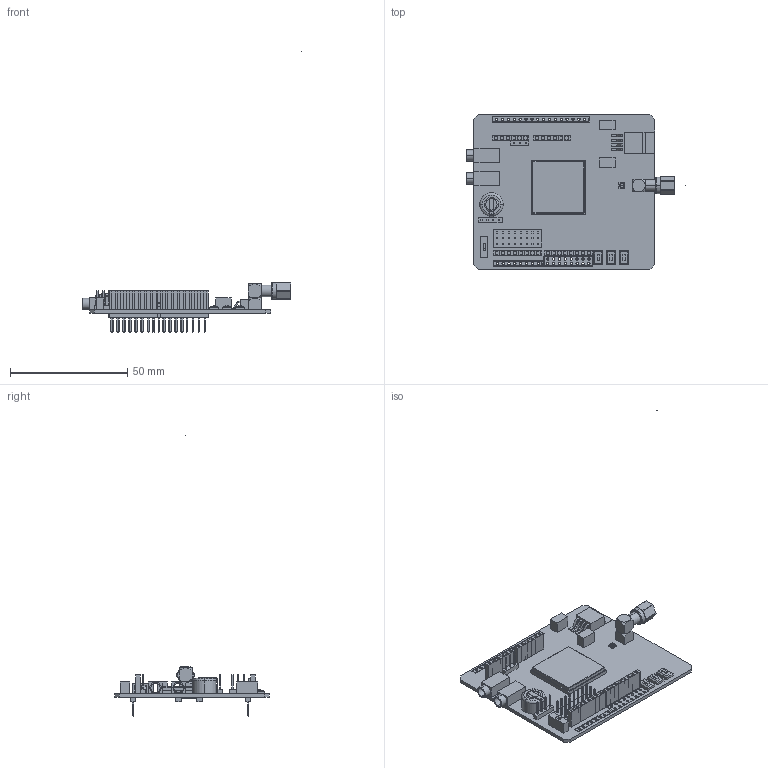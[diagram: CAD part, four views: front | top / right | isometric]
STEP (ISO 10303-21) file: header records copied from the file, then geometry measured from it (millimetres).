
FILE_DESCRIPTION(/* description */ (''),/* implementation_level */ '2;1');
FILE_NAME(/* name */ 'ffd3d76d-a114-4b0e-97d7-ba78ea96a7e6.zip.stp',/* time_stamp */ '2017-10-21T20:57:25+00:00',/* author */ (''),/* organization */ (''),/* preprocessor_version */ 'ST-DEVELOPER v16.13',/* originating_system */ 'Autodesk Translation Framework v6.5.0.72',/* authorisation */ '');
FILE_SCHEMA (('AUTOMOTIVE_DESIGN { 1 0 10303 214 3 1 1 }'));
Length unit declared in the file: millimetre
Products named in the file (2): GSM_Arduino_Shield_SIM900 v2; GSM Arduino Shield SIM900
Assembly tree (1 placements, depth 2):
  GSM_Arduino_Shield_SIM900 v2
    GSM Arduino Shield SIM900
Bounding box: 93.03 x 66 x 119.25 mm (x, y, z)
Surface area: 17070.7 mm2 (no closed solid volume)
Topology: 0 solids, 977 shells, 977 faces, 4445 edges, 4444 vertices
Faces by surface type: plane 829, cylinder 124, cone 12, torus 10, sphere 2
Entity records: 48695 total; most frequent: CARTESIAN_POINT 11308, DIRECTION 6821, ORIENTED_EDGE 4445, VERTEX_POINT 4444, EDGE_CURVE 4444, LINE 3931, VECTOR 3931, AXIS2_PLACEMENT_3D 1445
